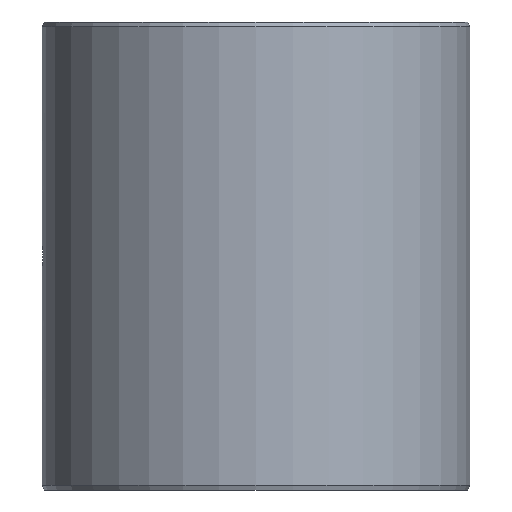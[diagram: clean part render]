
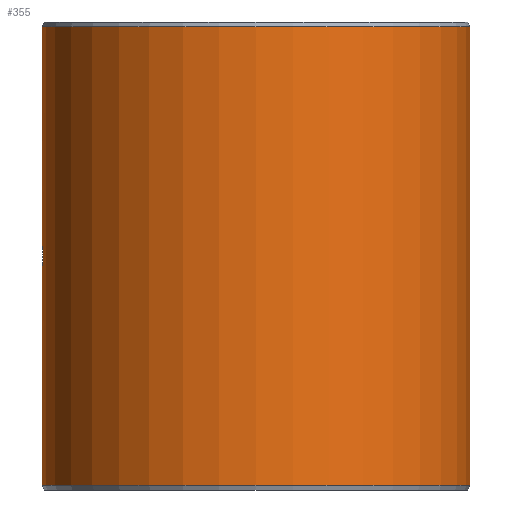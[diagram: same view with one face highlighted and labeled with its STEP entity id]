
A CAD part, left-side view. The second image highlights one B-rep face of the part: STEP entity #355.
In plain terms, the highlighted cylindrical face has radius 52.5 mm (diameter 105 mm), a partial arc.
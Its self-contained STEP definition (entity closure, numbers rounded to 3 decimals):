
#60=CARTESIAN_POINT('',(0.,52.5,3.));
#61=CARTESIAN_POINT('',(-0.266,52.5,3.));
#62=CARTESIAN_POINT('',(-0.778,52.496,2.933));
#63=CARTESIAN_POINT('',(-1.528,52.479,2.623));
#64=CARTESIAN_POINT('',(-2.148,52.457,2.143));
#65=CARTESIAN_POINT('',(-2.633,52.434,1.51));
#66=CARTESIAN_POINT('',(-2.933,52.418,0.775));
#67=CARTESIAN_POINT('',(-3.,52.414,0.264));
#68=CARTESIAN_POINT('',(-3.,52.414,0.));
#70=CARTESIAN_POINT('',(0.,0.,56.3));
#71=DIRECTION('',(0.,0.,-1.));
#72=DIRECTION('',(0.,-1.,0.));
#73=AXIS2_PLACEMENT_3D('',#70,#71,#72);
#75=CARTESIAN_POINT('',(-3.,52.414,0.));
#76=CARTESIAN_POINT('',(-3.,52.414,-0.265));
#77=CARTESIAN_POINT('',(-2.932,52.418,-0.776));
#78=CARTESIAN_POINT('',(-2.632,52.434,-1.513));
#79=CARTESIAN_POINT('',(-2.146,52.457,-2.145));
#80=CARTESIAN_POINT('',(-1.523,52.479,-2.625));
#81=CARTESIAN_POINT('',(-0.778,52.496,-2.933));
#82=CARTESIAN_POINT('',(-0.266,52.5,-3.));
#83=CARTESIAN_POINT('',(0.,52.5,-3.));
#105=DIRECTION('',(0.,0.,-1.));
#106=VECTOR('',#105,53.3);
#107=CARTESIAN_POINT('',(0.,52.5,-3.));
#108=LINE('',#107,#106);
#109=DIRECTION('',(0.,0.,-1.));
#110=VECTOR('',#109,112.6);
#111=CARTESIAN_POINT('',(0.,-52.5,56.3));
#112=LINE('',#111,#110);
#118=DIRECTION('',(0.,0.,-1.));
#119=VECTOR('',#118,53.3);
#120=CARTESIAN_POINT('',(0.,52.5,56.3));
#121=LINE('',#120,#119);
#179=CARTESIAN_POINT('',(0.,0.,-56.3));
#180=DIRECTION('',(0.,0.,-1.));
#181=DIRECTION('',(0.,-1.,0.));
#182=AXIS2_PLACEMENT_3D('',#179,#180,#181);
#230=CARTESIAN_POINT('',(0.,-52.5,56.3));
#232=VERTEX_POINT('',#230);
#233=CARTESIAN_POINT('',(0.,-52.5,-56.3));
#234=VERTEX_POINT('',#233);
#246=CARTESIAN_POINT('',(0.,52.5,56.3));
#248=VERTEX_POINT('',#246);
#249=CARTESIAN_POINT('',(0.,52.5,-56.3));
#251=VERTEX_POINT('',#249);
#257=VERTEX_POINT('',#60);
#258=VERTEX_POINT('',#68);
#259=VERTEX_POINT('',#83);
#335=CARTESIAN_POINT('',(0.,0.,63.25));
#336=DIRECTION('',(0.,0.,-1.));
#337=DIRECTION('',(0.,-1.,0.));
#338=AXIS2_PLACEMENT_3D('',#335,#336,#337);
#339=CYLINDRICAL_SURFACE('',#338,52.5);
#340=ORIENTED_EDGE('',*,*,#321,.F.);
#342=ORIENTED_EDGE('',*,*,#341,.F.);
#344=ORIENTED_EDGE('',*,*,#343,.F.);
#346=ORIENTED_EDGE('',*,*,#345,.T.);
#348=ORIENTED_EDGE('',*,*,#347,.T.);
#350=ORIENTED_EDGE('',*,*,#349,.F.);
#352=ORIENTED_EDGE('',*,*,#351,.F.);
#353=EDGE_LOOP('',(#340,#342,#344,#346,#348,#350,#352));
#354=FACE_OUTER_BOUND('',#353,.F.);
#355=ADVANCED_FACE('',(#354),#339,.T.);
#69=B_SPLINE_CURVE_WITH_KNOTS('',3,(#60,#61,#62,#63,#64,#65,#66,#67,#68),
.UNSPECIFIED.,.F.,.F.,(4,1,1,1,1,1,4),(0.,0.167,0.333,
0.5,0.667,0.833,1.),.UNSPECIFIED.);
#74=CIRCLE('',#73,52.5);
#84=B_SPLINE_CURVE_WITH_KNOTS('',3,(#75,#76,#77,#78,#79,#80,#81,#82,#83),
.UNSPECIFIED.,.F.,.F.,(4,1,1,1,1,1,4),(0.,0.167,0.333,
0.5,0.667,0.833,1.),.UNSPECIFIED.);
#183=CIRCLE('',#182,52.5);
#321=EDGE_CURVE('',#257,#258,#69,.T.);
#341=EDGE_CURVE('',#248,#257,#121,.T.);
#343=EDGE_CURVE('',#232,#248,#74,.T.);
#345=EDGE_CURVE('',#232,#234,#112,.T.);
#347=EDGE_CURVE('',#234,#251,#183,.T.);
#349=EDGE_CURVE('',#259,#251,#108,.T.);
#351=EDGE_CURVE('',#258,#259,#84,.T.);
